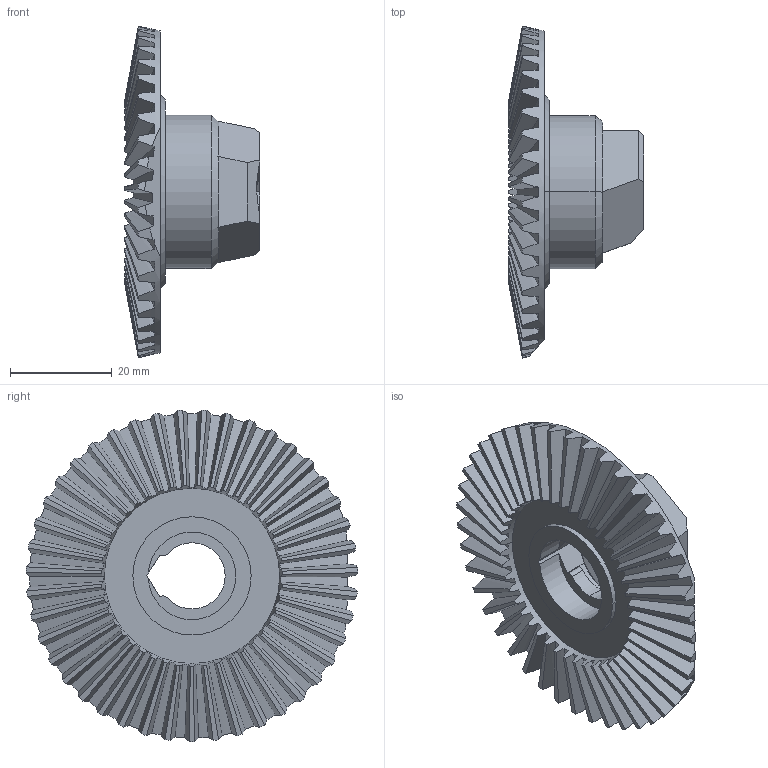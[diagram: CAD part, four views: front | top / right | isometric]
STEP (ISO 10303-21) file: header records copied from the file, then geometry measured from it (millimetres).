
FILE_DESCRIPTION (( 'STEP AP203' ), '1' );
FILE_NAME ('SmallOutputSaft_241010.STEP', '2024-12-12T08:02:17', ( '' ), ( '' ), 'SwSTEP 2.0', 'SolidWorks 2022', '' );
FILE_SCHEMA (( 'CONFIG_CONTROL_DESIGN' ));
Length unit declared in the file: millimetre
Products named in the file (1): SmallOutputSaft_241010
Bounding box: 26.5 x 65.16 x 65.12 mm (x, y, z)
Volume: 20486.7 mm3; surface area: 12566.2 mm2
Topology: 1 solids, 1 shells, 266 faces, 859 edges, 597 vertices
Faces by surface type: bspline 107, cone 98, cylinder 34, plane 27
Entity records: 16189 total; most frequent: CARTESIAN_POINT 9788, ORIENTED_EDGE 1718, EDGE_CURVE 859, DIRECTION 841, VERTEX_POINT 597, B_SPLINE_CURVE_WITH_KNOTS 486, AXIS2_PLACEMENT_3D 377, EDGE_LOOP 270
